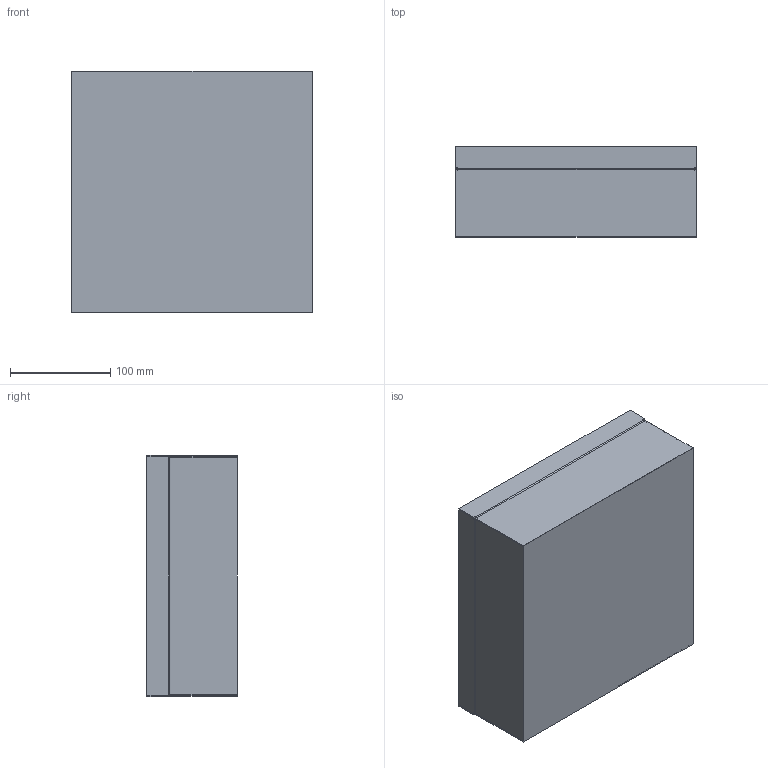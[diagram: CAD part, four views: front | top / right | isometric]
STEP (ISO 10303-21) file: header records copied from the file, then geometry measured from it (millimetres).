
FILE_DESCRIPTION (( 'STEP AP214' ), '1' );
FILE_NAME ('7427304_KSTP1.stp', '2016-07-19T09:22:49', ( '' ), ( '' ), 'SwSTEP 2.0', 'SolidWorks 2014', '' );
FILE_SCHEMA (( 'AUTOMOTIVE_DESIGN' ));
Length unit declared in the file: inch
Products named in the file (15): 052181_39414510T1_VA; 7427304_KSTP1; 052180; 052200; 066167; 066166; 046359; 046279; 038603; 052199; 052219; 35104390; 35102009; 60101B; 42389C_Blindniet gek³rzt (Einbausituation) bei 2mm Blech
Assembly tree (14 placements, depth 4):
  7427304_KSTP1
    052219
      052181_39414510T1_VA
      42389C_Blindniet gek³rzt (Einbausituation) bei 2mm Blech
      60101B
      35102009
      35104390
    052200
      052199
      038603
      046359
        046279
      066167
        066166
    052180
Bounding box: 241.8 x 90 x 241.8 mm (x, y, z)
Volume: 533415.4 mm3; surface area: 635405.8 mm2
Topology: 10 solids, 10 shells, 422 faces, 1130 edges, 728 vertices
Faces by surface type: plane 281, cylinder 111, torus 22, cone 6, sphere 2
Entity records: 19685 total; most frequent: CARTESIAN_POINT 2844, ORIENTED_EDGE 2260, DIRECTION 2247, EDGE_CURVE 1130, VECTOR 825, LINE 825, VERTEX_POINT 728, AXIS2_PLACEMENT_3D 711
